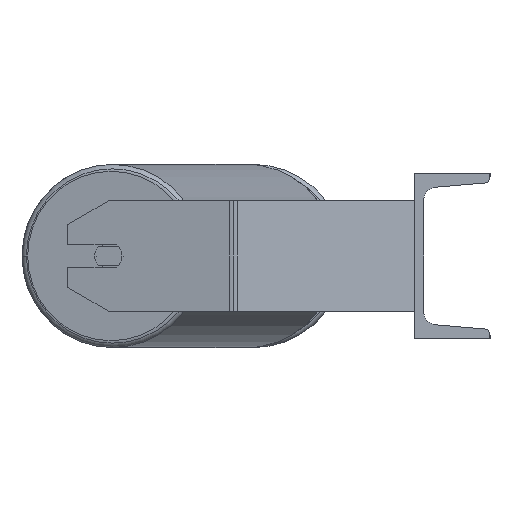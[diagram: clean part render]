
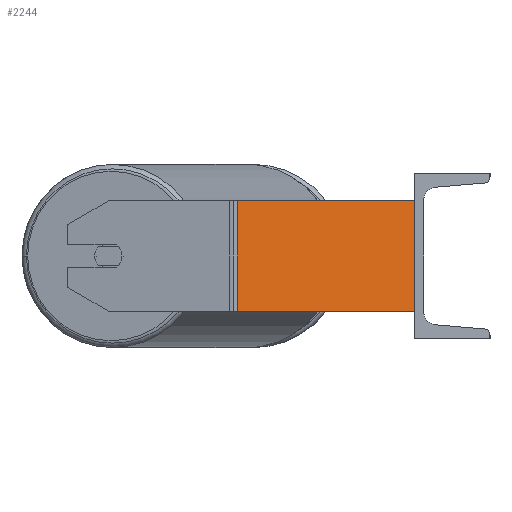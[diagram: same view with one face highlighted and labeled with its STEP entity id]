
A CAD part, left-side view. The second image highlights one B-rep face of the part: STEP entity #2244.
In plain terms, the highlighted planar face has unit normal (-0.985, -0.174, 0).
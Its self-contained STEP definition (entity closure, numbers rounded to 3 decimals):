
#765 = EDGE_CURVE ( 'NONE', #1665, #2382, #973, .T. ) ;
#793 = CARTESIAN_POINT ( 'NONE',  ( -907.672, 128.58, -40. ) ) ;
#973 = LINE ( 'NONE', #3779, #3565 ) ;
#983 = LINE ( 'NONE', #5166, #5658 ) ;
#1366 = DIRECTION ( 'NONE',  ( 0.985, 0.174, 0. ) ) ;
#1424 = FACE_OUTER_BOUND ( 'NONE', #3499, .T. ) ;
#1537 = VECTOR ( 'NONE', #2816, 1000. ) ;
#1665 = VERTEX_POINT ( 'NONE', #8431 ) ;
#1984 = EDGE_CURVE ( 'NONE', #8202, #4775, #983, .T. ) ;
#2244 = ADVANCED_FACE ( 'NONE', ( #1424 ), #7724, .F. ) ;
#2382 = VERTEX_POINT ( 'NONE', #793 ) ;
#2650 = CARTESIAN_POINT ( 'NONE',  ( -908.162, 131.358, -40. ) ) ;
#2816 = DIRECTION ( 'NONE',  ( 0.174, -0.985, 0. ) ) ;
#2863 = AXIS2_PLACEMENT_3D ( 'NONE', #4933, #1366, #5619 ) ;
#3339 = LINE ( 'NONE', #2650, #1537 ) ;
#3499 = EDGE_LOOP ( 'NONE', ( #6173, #4073, #7361, #8441 ) ) ;
#3565 = VECTOR ( 'NONE', #8649, 1000. ) ;
#3779 = CARTESIAN_POINT ( 'NONE',  ( -907.672, 128.58, 40. ) ) ;
#4011 = CARTESIAN_POINT ( 'NONE',  ( -885., 0., -40. ) ) ;
#4073 = ORIENTED_EDGE ( 'NONE', *, *, #1984, .F. ) ;
#4649 = VECTOR ( 'NONE', #7337, 1000. ) ;
#4775 = VERTEX_POINT ( 'NONE', #4011 ) ;
#4933 = CARTESIAN_POINT ( 'NONE',  ( -908.162, 131.358, 40. ) ) ;
#5166 = CARTESIAN_POINT ( 'NONE',  ( -885., 0., 40. ) ) ;
#5619 = DIRECTION ( 'NONE',  ( -0.174, 0.985, 0. ) ) ;
#5658 = VECTOR ( 'NONE', #5772, 1000. ) ;
#5683 = CARTESIAN_POINT ( 'NONE',  ( -885., 0., 40. ) ) ;
#5772 = DIRECTION ( 'NONE',  ( 0., 0., -1. ) ) ;
#6173 = ORIENTED_EDGE ( 'NONE', *, *, #6718, .T. ) ;
#6533 = LINE ( 'NONE', #7382, #4649 ) ;
#6718 = EDGE_CURVE ( 'NONE', #2382, #4775, #3339, .T. ) ;
#7337 = DIRECTION ( 'NONE',  ( 0.174, -0.985, 0. ) ) ;
#7361 = ORIENTED_EDGE ( 'NONE', *, *, #7847, .F. ) ;
#7382 = CARTESIAN_POINT ( 'NONE',  ( -908.162, 131.358, 40. ) ) ;
#7724 = PLANE ( 'NONE',  #2863 ) ;
#7847 = EDGE_CURVE ( 'NONE', #1665, #8202, #6533, .T. ) ;
#8202 = VERTEX_POINT ( 'NONE', #5683 ) ;
#8431 = CARTESIAN_POINT ( 'NONE',  ( -907.672, 128.58, 40. ) ) ;
#8441 = ORIENTED_EDGE ( 'NONE', *, *, #765, .T. ) ;
#8649 = DIRECTION ( 'NONE',  ( 0., 0., -1. ) ) ;
